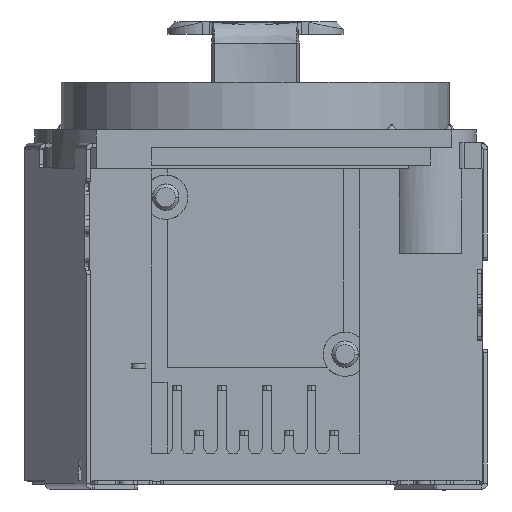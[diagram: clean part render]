
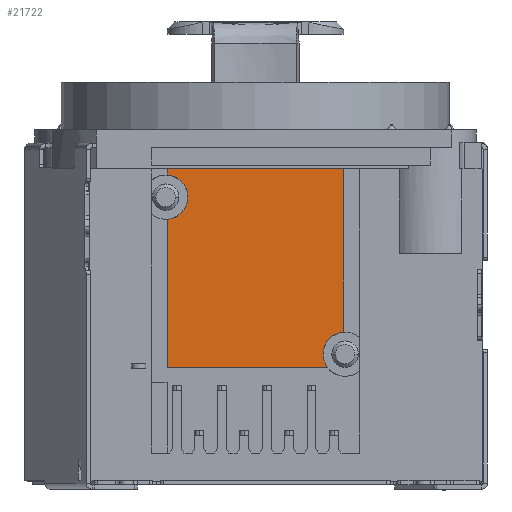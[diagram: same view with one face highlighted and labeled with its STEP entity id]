
A CAD part, front view. The second image highlights one B-rep face of the part: STEP entity #21722.
In plain terms, the highlighted planar face has unit normal (0.002, -1, 0).
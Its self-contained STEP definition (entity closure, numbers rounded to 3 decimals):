
#2129=DIRECTION('',(0.,0.,-1.));
#2130=VECTOR('',#2129,9.253);
#2131=CARTESIAN_POINT('',(5.,-11.819,-2.2));
#2132=LINE('',#2131,#2130);
#2133=DIRECTION('',(0.,0.,1.));
#2134=VECTOR('',#2133,8.398);
#2135=CARTESIAN_POINT('',(-5.,-11.841,-13.455));
#2136=LINE('',#2135,#2134);
#2137=DIRECTION('',(1.,0.002,0.));
#2138=VECTOR('',#2137,10.);
#2139=CARTESIAN_POINT('',(-5.,-11.841,-2.2));
#2140=LINE('',#2139,#2138);
#3532=CARTESIAN_POINT('',(-5.,-11.841,-5.057));
#3533=CARTESIAN_POINT('',(-4.949,-11.841,
-5.054));
#3534=CARTESIAN_POINT('',(-4.904,-11.841,
-5.048));
#3535=CARTESIAN_POINT('',(-4.844,-11.841,
-5.038));
#3536=CARTESIAN_POINT('',(-4.799,-11.841,
-5.028));
#3537=CARTESIAN_POINT('',(-4.747,-11.841,
-5.015));
#3538=CARTESIAN_POINT('',(-4.693,-11.841,
-4.999));
#3539=CARTESIAN_POINT('',(-4.619,-11.84,
-4.973));
#3540=CARTESIAN_POINT('',(-4.544,-11.84,
-4.94));
#3541=CARTESIAN_POINT('',(-4.469,-11.84,
-4.902));
#3542=CARTESIAN_POINT('',(-4.404,-11.84,
-4.863));
#3543=CARTESIAN_POINT('',(-4.328,-11.84,
-4.811));
#3544=CARTESIAN_POINT('',(-4.248,-11.84,
-4.746));
#3545=CARTESIAN_POINT('',(-4.169,-11.839,
-4.668));
#3546=CARTESIAN_POINT('',(-4.101,-11.839,
-4.59));
#3547=CARTESIAN_POINT('',(-4.044,-11.839,
-4.512));
#3548=CARTESIAN_POINT('',(-3.979,-11.839,
-4.408));
#3549=CARTESIAN_POINT('',(-3.917,-11.839,
-4.278));
#3550=CARTESIAN_POINT('',(-3.866,-11.839,
-4.122));
#3551=CARTESIAN_POINT('',(-3.836,-11.839,
-3.966));
#3552=CARTESIAN_POINT('',(-3.827,-11.839,-3.81));
#3553=CARTESIAN_POINT('',(-3.836,-11.839,
-3.654));
#3554=CARTESIAN_POINT('',(-3.866,-11.839,
-3.498));
#3555=CARTESIAN_POINT('',(-3.917,-11.839,
-3.342));
#3556=CARTESIAN_POINT('',(-3.979,-11.839,
-3.212));
#3557=CARTESIAN_POINT('',(-4.044,-11.839,
-3.108));
#3558=CARTESIAN_POINT('',(-4.101,-11.839,
-3.03));
#3559=CARTESIAN_POINT('',(-4.169,-11.839,
-2.952));
#3560=CARTESIAN_POINT('',(-4.248,-11.84,
-2.874));
#3561=CARTESIAN_POINT('',(-4.328,-11.84,
-2.809));
#3562=CARTESIAN_POINT('',(-4.404,-11.84,
-2.757));
#3563=CARTESIAN_POINT('',(-4.469,-11.84,
-2.718));
#3564=CARTESIAN_POINT('',(-4.544,-11.84,
-2.68));
#3565=CARTESIAN_POINT('',(-4.619,-11.84,
-2.647));
#3566=CARTESIAN_POINT('',(-4.693,-11.841,
-2.621));
#3567=CARTESIAN_POINT('',(-4.747,-11.841,
-2.605));
#3568=CARTESIAN_POINT('',(-4.799,-11.841,
-2.592));
#3569=CARTESIAN_POINT('',(-4.844,-11.841,
-2.582));
#3570=CARTESIAN_POINT('',(-4.904,-11.841,
-2.572));
#3571=CARTESIAN_POINT('',(-4.949,-11.841,
-2.566));
#3572=CARTESIAN_POINT('',(-5.,-11.841,-2.563));
#3586=DIRECTION('',(0.,0.,1.));
#3587=VECTOR('',#3586,0.363);
#3588=CARTESIAN_POINT('',(-5.,-11.841,-2.563));
#3589=LINE('',#3588,#3587);
#3594=DIRECTION('',(1.,0.002,0.));
#3595=VECTOR('',#3594,9.084);
#3596=CARTESIAN_POINT('',(-5.,-11.841,-13.455));
#3597=LINE('',#3596,#3595);
#3606=CARTESIAN_POINT('',(5.,-11.819,-11.453));
#3607=CARTESIAN_POINT('',(4.903,-11.82,
-11.459));
#3608=CARTESIAN_POINT('',(4.748,-11.82,
-11.489));
#3609=CARTESIAN_POINT('',(4.504,-11.82,
-11.579));
#3610=CARTESIAN_POINT('',(4.277,-11.821,
-11.727));
#3611=CARTESIAN_POINT('',(4.076,-11.821,
-11.938));
#3612=CARTESIAN_POINT('',(3.934,-11.822,
-12.176));
#3613=CARTESIAN_POINT('',(3.847,-11.822,
-12.438));
#3614=CARTESIAN_POINT('',(3.818,-11.822,
-12.728));
#3615=CARTESIAN_POINT('',(3.855,-11.822,
-12.997));
#3616=CARTESIAN_POINT('',(3.947,-11.822,
-13.241));
#3617=CARTESIAN_POINT('',(4.025,-11.821,
-13.378));
#3618=CARTESIAN_POINT('',(4.084,-11.821,-13.455));
#17946=VERTEX_POINT('',#3606);
#17947=VERTEX_POINT('',#3618);
#18002=CARTESIAN_POINT('',(-5.,-11.841,-13.455));
#18003=VERTEX_POINT('',#18002);
#18306=VERTEX_POINT('',#3532);
#18307=VERTEX_POINT('',#3572);
#18427=CARTESIAN_POINT('',(-5.,-11.841,-2.2));
#18428=VERTEX_POINT('',#18427);
#18429=CARTESIAN_POINT('',(5.,-11.819,-2.2));
#18430=VERTEX_POINT('',#18429);
#21701=CARTESIAN_POINT('',(-9.393,-11.851,-10.1));
#21702=DIRECTION('',(0.002,-1.,0.));
#21703=DIRECTION('',(1.,0.002,0.));
#21704=AXIS2_PLACEMENT_3D('',#21701,#21702,#21703);
#21705=PLANE('',#21704);
#21707=ORIENTED_EDGE('',*,*,#21706,.T.);
#21709=ORIENTED_EDGE('',*,*,#21708,.T.);
#21711=ORIENTED_EDGE('',*,*,#21710,.F.);
#21713=ORIENTED_EDGE('',*,*,#21712,.T.);
#21715=ORIENTED_EDGE('',*,*,#21714,.T.);
#21717=ORIENTED_EDGE('',*,*,#21716,.T.);
#21719=ORIENTED_EDGE('',*,*,#21718,.T.);
#21720=EDGE_LOOP('',(#21707,#21709,#21711,#21713,#21715,#21717,#21719));
#21721=FACE_OUTER_BOUND('',#21720,.F.);
#21722=ADVANCED_FACE('',(#21721),#21705,.T.);
#3573=B_SPLINE_CURVE_WITH_KNOTS('',3,(#3532,#3533,#3534,#3535,#3536,#3537,#3538,
#3539,#3540,#3541,#3542,#3543,#3544,#3545,#3546,#3547,#3548,#3549,#3550,#3551,
#3552,#3553,#3554,#3555,#3556,#3557,#3558,#3559,#3560,#3561,#3562,#3563,#3564,
#3565,#3566,#3567,#3568,#3569,#3570,#3571,#3572),.UNSPECIFIED.,.F.,.F.,(4,1,1,1,
1,1,1,1,1,1,1,1,1,1,1,1,1,1,1,1,1,1,1,1,1,1,1,1,1,1,1,1,1,1,1,1,1,1,4),(0.,
0.004,0.008,0.012,0.016,0.023,0.031,0.047,
0.063,0.078,0.094,0.125,0.156,0.188,0.219,0.25,0.313,
0.375,0.438,0.5,0.563,0.625,0.688,0.75,0.781,0.813,
0.844,0.875,0.906,0.922,0.938,0.953,0.969,
0.977,0.984,0.988,0.992,0.996,1.),
.UNSPECIFIED.);
#3619=B_SPLINE_CURVE_WITH_KNOTS('',3,(#3606,#3607,#3608,#3609,#3610,#3611,#3612,
#3613,#3614,#3615,#3616,#3617,#3618),.UNSPECIFIED.,.F.,.F.,(4,1,1,1,1,1,1,1,1,1,
4),(0.,0.063,0.125,0.25,0.375,0.5,0.625,0.75,0.875,0.938,
1.),.UNSPECIFIED.);
#21706=EDGE_CURVE('',#18430,#17946,#2132,.T.);
#21708=EDGE_CURVE('',#17946,#17947,#3619,.T.);
#21710=EDGE_CURVE('',#18003,#17947,#3597,.T.);
#21712=EDGE_CURVE('',#18003,#18306,#2136,.T.);
#21714=EDGE_CURVE('',#18306,#18307,#3573,.T.);
#21716=EDGE_CURVE('',#18307,#18428,#3589,.T.);
#21718=EDGE_CURVE('',#18428,#18430,#2140,.T.);
